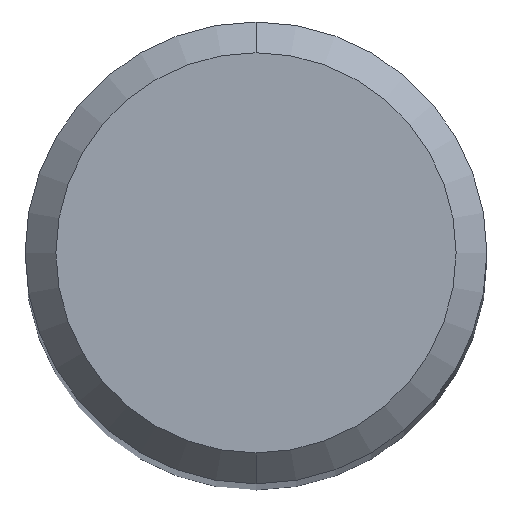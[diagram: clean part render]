
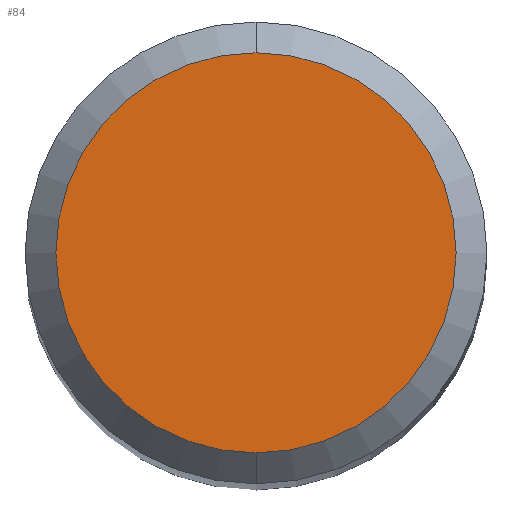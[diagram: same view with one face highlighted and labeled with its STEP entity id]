
A CAD part, top view. The second image highlights one B-rep face of the part: STEP entity #84.
In plain terms, the highlighted planar face has unit normal (0, 0, 1).
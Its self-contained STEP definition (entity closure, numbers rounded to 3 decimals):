
#84=ADVANCED_FACE('',(#205),#206,.T.);
#88=EDGE_CURVE('',#154,#138,#211,.T.);
#130=EDGE_CURVE('',#138,#154,#259,.T.);
#138=VERTEX_POINT('',#268);
#154=VERTEX_POINT('',#287);
#205=FACE_OUTER_BOUND('',#332,.T.);
#206=PLANE('',#333);
#211=CIRCLE('',#339,2.6);
#259=CIRCLE('',#403,2.6);
#268=CARTESIAN_POINT('',(0.0,2.6,0.0));
#287=CARTESIAN_POINT('',(0.,-2.6,0.0));
#332=EDGE_LOOP('',(#477,#478));
#333=AXIS2_PLACEMENT_3D('',#479,#480,#481);
#339=AXIS2_PLACEMENT_3D('',#490,#491,#492);
#403=AXIS2_PLACEMENT_3D('',#560,#561,#562);
#477=ORIENTED_EDGE('',*,*,#130,.F.);
#478=ORIENTED_EDGE('',*,*,#88,.F.);
#479=CARTESIAN_POINT('',(0.0,1.3,0.0));
#480=DIRECTION('',(-0.0,0.0,1.0));
#481=DIRECTION('',(0.0,-1.0,0.0));
#490=CARTESIAN_POINT('',(0.0,0.0,0.0));
#491=DIRECTION('',(0.0,0.0,-1.0));
#492=DIRECTION('',(0.0,1.0,0.0));
#560=CARTESIAN_POINT('',(0.0,0.0,0.0));
#561=DIRECTION('',(0.0,0.0,-1.0));
#562=DIRECTION('',(0.0,1.0,0.0));
